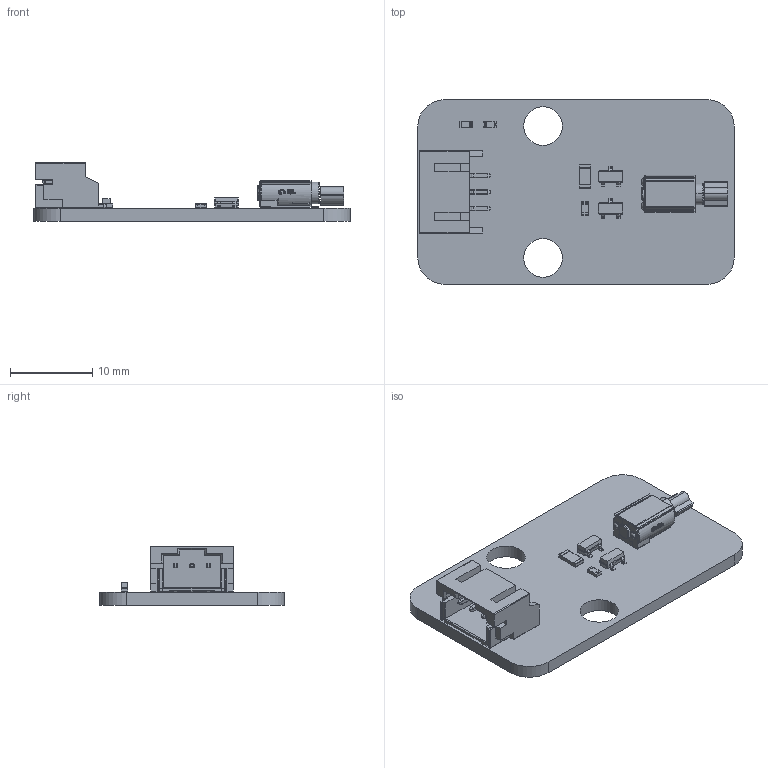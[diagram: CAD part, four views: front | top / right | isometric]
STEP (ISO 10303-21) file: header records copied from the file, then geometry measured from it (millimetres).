
FILE_DESCRIPTION(('KiCad electronic assembly'),'2;1');
FILE_NAME('Vibration_Motor_Module.step','2025-04-03T02:48:25',('Pcbnew') ,('Kicad'),'Open CASCADE STEP processor 7.8','KiCad to STEP converter' ,'Unknown');
FILE_SCHEMA(('AUTOMOTIVE_DESIGN { 1 0 10303 214 1 1 1 1 }'));
Length unit declared in the file: millimetre
Products named in the file (14): Vibration_Motor_Module 1; Fuse_1206_3216Metric; Vibration_Motor; EasyEDA PCB Model~dGVp; LED_0603_1608Metric_Castellated; SOT-23; SOT_23; R_0603_1608Metric; User Library-PH2_0-3PWB; User Library-PH2.0-3PWB; _autosave-Vibration_Motor_Module_PCB
Assembly tree (18 placements, depth 3):
  Vibration_Motor_Module 1
    Fuse_1206_3216Metric
      Fuse_1206_3216Metric
    Vibration_Motor
      EasyEDA PCB Model~dGVp
    LED_0603_1608Metric_Castellated  x2
      LED_0603_1608Metric_Castellated
    SOT-23  x4
      SOT_23
    R_0603_1608Metric  x2
      R_0603_1608Metric
    User Library-PH2_0-3PWB
      User Library-PH2.0-3PWB
    _autosave-Vibration_Motor_Module_PCB
Bounding box: 38.4 x 22.4 x 7.15 mm (x, y, z)
Volume: 1599.4 mm3; surface area: 2795.1 mm2
Topology: 21 solids, 21 shells, 1541 faces, 4021 edges, 2584 vertices
Faces by surface type: plane 896, bspline 336, cylinder 265, torus 36, revolution 4, sphere 4
Full cylindrical faces by diameter (mm): 4.7 x2
Entity records: 41612 total; most frequent: CARTESIAN_POINT 11222, ORIENTED_EDGE 6616, DIRECTION 4953, EDGE_CURVE 3308, VERTEX_POINT 2156, LINE 2123, VECTOR 2123, AXIS2_PLACEMENT_3D 1413
